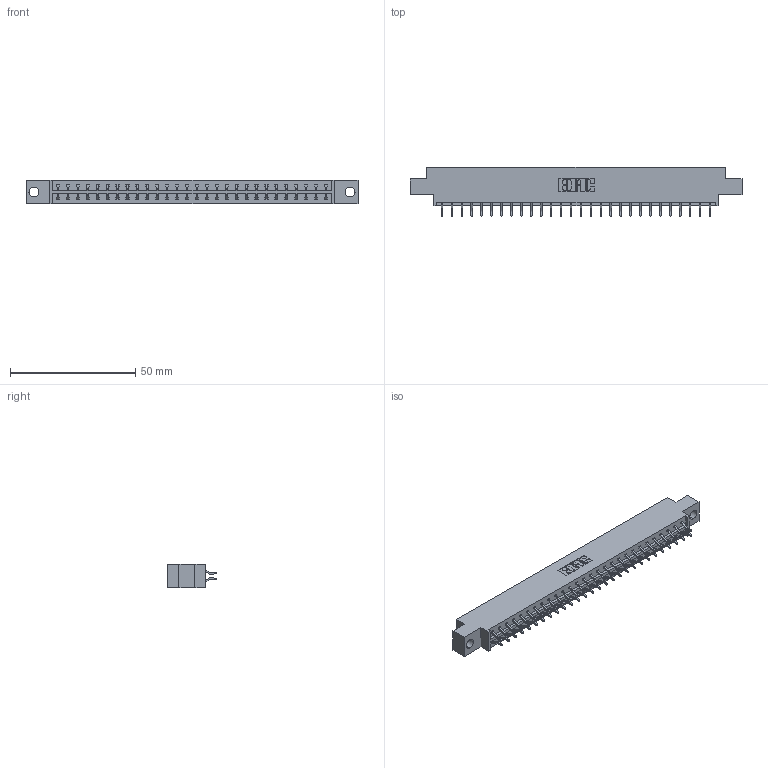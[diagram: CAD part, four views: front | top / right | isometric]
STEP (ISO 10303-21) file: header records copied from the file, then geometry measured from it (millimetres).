
FILE_DESCRIPTION (( 'STEP AP203' ), '1' );
FILE_NAME ('333-056-556-804.STEP', '2018-08-04T05:15:12', ( '' ), ( '' ), 'SwSTEP 2.0', 'SolidWorks 2016', '' );
FILE_SCHEMA (( 'CONFIG_CONTROL_DESIGN' ));
Length unit declared in the file: inch
Products named in the file (3): 333 Part_Offset - .156 Dia - TH; 345-292-001_556 Tail; 333-056-556-804
Assembly tree (57 placements, depth 2):
  333-056-556-804
    333 Part_Offset - .156 Dia - TH
    345-292-001_556 Tail  x56
Bounding box: 132.49 x 19.57 x 9.4 mm (x, y, z)
Volume: 13077.3 mm3; surface area: 15275.2 mm2
Topology: 57 solids, 57 shells, 3366 faces, 10011 edges, 6598 vertices
Faces by surface type: plane 2314, cylinder 1052
Entity records: 20179 total; most frequent: CARTESIAN_POINT 3378, ORIENTED_EDGE 3302, DIRECTION 2899, EDGE_CURVE 1651, LINE 1515, VECTOR 1515, VERTEX_POINT 1098, AXIS2_PLACEMENT_3D 692
